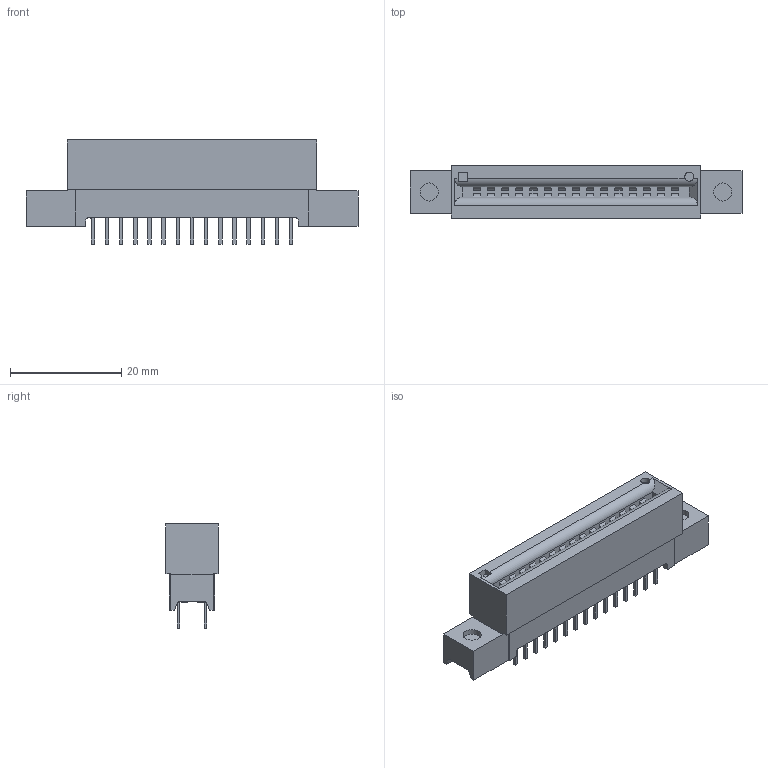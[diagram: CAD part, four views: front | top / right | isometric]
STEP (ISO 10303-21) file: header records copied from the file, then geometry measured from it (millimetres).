
FILE_DESCRIPTION(/* description */ (''),/* implementation_level */ '2;1');
FILE_NAME(/* name */ 'c-5530841-2-b-3d.stp',/* time_stamp */ '2020-09-25T23:45:30+01:00',/* author */ ('BryanBosley'),/* organization */ ('TE Connectivity Ltd.'),/* preprocessor_version */ 'ST-DEVELOPER v17',/* originating_system */ 'Autodesk Inventor 2018',/* authorisation */ '');
FILE_SCHEMA (('AUTOMOTIVE_DESIGN { 1 0 10303 214 3 1 1 }'));
Length unit declared in the file: inch
Products named in the file (1): c-5530841-2-b-3d
Bounding box: 59.56 x 9.35 x 18.67 mm (x, y, z)
Volume: 5588.8 mm3; surface area: 3843.2 mm2
Topology: 1 solids, 1 shells, 343 faces, 827 edges, 553 vertices
Faces by surface type: plane 298, cylinder 45
Full cylindrical faces by diameter (mm): 1.626 x1, 3.251 x4
Entity records: 10297 total; most frequent: CARTESIAN_POINT 1742, ORIENTED_EDGE 1654, DIRECTION 1616, EDGE_CURVE 827, LINE 724, VECTOR 724, VERTEX_POINT 553, AXIS2_PLACEMENT_3D 446
